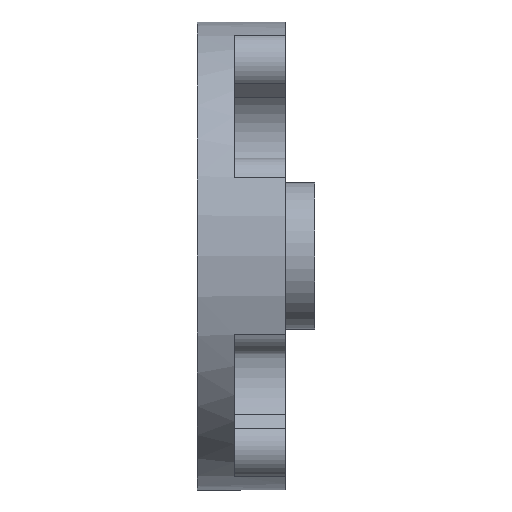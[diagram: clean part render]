
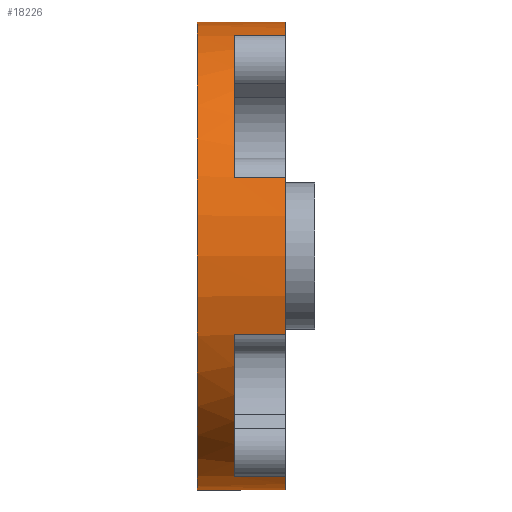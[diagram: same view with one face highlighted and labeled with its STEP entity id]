
A CAD part, left-side view. The second image highlights one B-rep face of the part: STEP entity #18226.
In plain terms, the highlighted cylindrical face has radius 15.99 mm (diameter 31.98 mm), a partial arc.
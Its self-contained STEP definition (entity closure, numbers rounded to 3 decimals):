
#471 = DIRECTION ( 'NONE',  ( 0., 0., -1. ) ) ;
#866 = DIRECTION ( 'NONE',  ( 0., 1., 0. ) ) ;
#916 = AXIS2_PLACEMENT_3D ( 'NONE', #19667, #1212, #15103 ) ;
#1091 = VERTEX_POINT ( 'NONE', #18928 ) ;
#1212 = DIRECTION ( 'NONE',  ( 0., -1., 0. ) ) ;
#1248 = VECTOR ( 'NONE', #9800, 1000. ) ;
#1311 = EDGE_CURVE ( 'NONE', #1091, #16775, #13407, .T. ) ;
#1779 = DIRECTION ( 'NONE',  ( 0., -1., 0. ) ) ;
#1993 = ORIENTED_EDGE ( 'NONE', *, *, #14187, .F. ) ;
#2393 = CYLINDRICAL_SURFACE ( 'NONE', #14622, 15.99 ) ;
#2534 = AXIS2_PLACEMENT_3D ( 'NONE', #13160, #19341, #5499 ) ;
#2639 = VERTEX_POINT ( 'NONE', #8539 ) ;
#2863 = CARTESIAN_POINT ( 'NONE',  ( 0., 2., -15.99 ) ) ;
#3985 = AXIS2_PLACEMENT_3D ( 'NONE', #4713, #9442, #6139 ) ;
#4048 = VECTOR ( 'NONE', #866, 1000. ) ;
#4513 = DIRECTION ( 'NONE',  ( 0., 0., 1. ) ) ;
#4643 = VERTEX_POINT ( 'NONE', #12691 ) ;
#4713 = CARTESIAN_POINT ( 'NONE',  ( 0., 8., 0. ) ) ;
#4745 = CARTESIAN_POINT ( 'NONE',  ( -15.063, 8., 5.365 ) ) ;
#5110 = CIRCLE ( 'NONE', #18818, 15.99 ) ;
#5204 = CARTESIAN_POINT ( 'NONE',  ( -5.365, 8., -15.063 ) ) ;
#5260 = CIRCLE ( 'NONE', #916, 15.99 ) ;
#5298 = LINE ( 'NONE', #17486, #1248 ) ;
#5345 = ORIENTED_EDGE ( 'NONE', *, *, #17004, .T. ) ;
#5350 = CARTESIAN_POINT ( 'NONE',  ( 0., 2., 15.99 ) ) ;
#5408 = DIRECTION ( 'NONE',  ( 0., 0., 1. ) ) ;
#5499 = DIRECTION ( 'NONE',  ( 0., 0., 1. ) ) ;
#5534 = ORIENTED_EDGE ( 'NONE', *, *, #1311, .T. ) ;
#5546 = ORIENTED_EDGE ( 'NONE', *, *, #7889, .T. ) ;
#6139 = DIRECTION ( 'NONE',  ( 0., 0., 1. ) ) ;
#6381 = EDGE_CURVE ( 'NONE', #2639, #8858, #7144, .T. ) ;
#6556 = CARTESIAN_POINT ( 'NONE',  ( 0., 8., 15.99 ) ) ;
#6826 = DIRECTION ( 'NONE',  ( 0., -1., 0. ) ) ;
#7144 = CIRCLE ( 'NONE', #3985, 15.99 ) ;
#7771 = VERTEX_POINT ( 'NONE', #2863 ) ;
#7889 = EDGE_CURVE ( 'NONE', #8050, #4643, #13077, .T. ) ;
#8050 = VERTEX_POINT ( 'NONE', #12784 ) ;
#8087 = ORIENTED_EDGE ( 'NONE', *, *, #12093, .F. ) ;
#8187 = LINE ( 'NONE', #5204, #4048 ) ;
#8225 = DIRECTION ( 'NONE',  ( 0., -1., 0. ) ) ;
#8348 = AXIS2_PLACEMENT_3D ( 'NONE', #15851, #9567, #11378 ) ;
#8359 = EDGE_CURVE ( 'NONE', #1091, #4643, #5110, .T. ) ;
#8429 = ORIENTED_EDGE ( 'NONE', *, *, #12511, .T. ) ;
#8521 = VECTOR ( 'NONE', #6826, 1000. ) ;
#8539 = CARTESIAN_POINT ( 'NONE',  ( 0., 8., -15.99 ) ) ;
#8679 = EDGE_CURVE ( 'NONE', #8858, #10894, #9695, .T. ) ;
#8858 = VERTEX_POINT ( 'NONE', #6556 ) ;
#9024 = DIRECTION ( 'NONE',  ( 0., -1., 0. ) ) ;
#9122 = DIRECTION ( 'NONE',  ( 0., -1., 0. ) ) ;
#9149 = FACE_OUTER_BOUND ( 'NONE', #19323, .T. ) ;
#9287 = VECTOR ( 'NONE', #9122, 1000. ) ;
#9314 = CARTESIAN_POINT ( 'NONE',  ( -5.365, 8., 15.063 ) ) ;
#9442 = DIRECTION ( 'NONE',  ( 0., 1., 0. ) ) ;
#9567 = DIRECTION ( 'NONE',  ( 0., -1., 0. ) ) ;
#9695 = LINE ( 'NONE', #19022, #8521 ) ;
#9800 = DIRECTION ( 'NONE',  ( 0., -1., 0. ) ) ;
#10085 = ORIENTED_EDGE ( 'NONE', *, *, #8679, .F. ) ;
#10159 = CARTESIAN_POINT ( 'NONE',  ( -15.063, 5.5, -5.365 ) ) ;
#10894 = VERTEX_POINT ( 'NONE', #5350 ) ;
#10988 = CARTESIAN_POINT ( 'NONE',  ( 0., 5.5, 0. ) ) ;
#11014 = DIRECTION ( 'NONE',  ( 0., 1., 0. ) ) ;
#11378 = DIRECTION ( 'NONE',  ( 0., 0., 1. ) ) ;
#11638 = CIRCLE ( 'NONE', #8348, 15.99 ) ;
#12045 = ORIENTED_EDGE ( 'NONE', *, *, #15351, .T. ) ;
#12093 = EDGE_CURVE ( 'NONE', #10894, #16775, #5260, .T. ) ;
#12108 = CARTESIAN_POINT ( 'NONE',  ( -15.063, 8., -5.365 ) ) ;
#12131 = ORIENTED_EDGE ( 'NONE', *, *, #6381, .F. ) ;
#12341 = VECTOR ( 'NONE', #9024, 1000. ) ;
#12511 = EDGE_CURVE ( 'NONE', #12526, #19356, #8187, .T. ) ;
#12526 = VERTEX_POINT ( 'NONE', #19299 ) ;
#12691 = CARTESIAN_POINT ( 'NONE',  ( -15.063, 5.5, 5.365 ) ) ;
#12784 = CARTESIAN_POINT ( 'NONE',  ( -15.063, 2., 5.365 ) ) ;
#12909 = EDGE_CURVE ( 'NONE', #14558, #19356, #16742, .T. ) ;
#13077 = LINE ( 'NONE', #4745, #15491 ) ;
#13160 = CARTESIAN_POINT ( 'NONE',  ( 0., 2., 0. ) ) ;
#13407 = LINE ( 'NONE', #9314, #9287 ) ;
#14187 = EDGE_CURVE ( 'NONE', #12526, #7771, #11638, .T. ) ;
#14282 = LINE ( 'NONE', #12108, #12341 ) ;
#14307 = CIRCLE ( 'NONE', #2534, 15.99 ) ;
#14347 = EDGE_CURVE ( 'NONE', #8050, #18540, #14307, .T. ) ;
#14558 = VERTEX_POINT ( 'NONE', #10159 ) ;
#14610 = CARTESIAN_POINT ( 'NONE',  ( 0., 5.5, 0. ) ) ;
#14622 = AXIS2_PLACEMENT_3D ( 'NONE', #17638, #8225, #471 ) ;
#14650 = CARTESIAN_POINT ( 'NONE',  ( -5.365, 2., 15.063 ) ) ;
#14669 = DIRECTION ( 'NONE',  ( 0., -1., 0. ) ) ;
#15103 = DIRECTION ( 'NONE',  ( 0., 0., 1. ) ) ;
#15351 = EDGE_CURVE ( 'NONE', #14558, #18540, #14282, .T. ) ;
#15491 = VECTOR ( 'NONE', #11014, 1000. ) ;
#15518 = ORIENTED_EDGE ( 'NONE', *, *, #14347, .F. ) ;
#15670 = ORIENTED_EDGE ( 'NONE', *, *, #8359, .F. ) ;
#15851 = CARTESIAN_POINT ( 'NONE',  ( 0., 2., 0. ) ) ;
#16742 = CIRCLE ( 'NONE', #18022, 15.99 ) ;
#16775 = VERTEX_POINT ( 'NONE', #14650 ) ;
#17004 = EDGE_CURVE ( 'NONE', #2639, #7771, #5298, .T. ) ;
#17332 = ORIENTED_EDGE ( 'NONE', *, *, #12909, .F. ) ;
#17486 = CARTESIAN_POINT ( 'NONE',  ( 0., 8., -15.99 ) ) ;
#17638 = CARTESIAN_POINT ( 'NONE',  ( 0., 8., 0. ) ) ;
#18022 = AXIS2_PLACEMENT_3D ( 'NONE', #10988, #1779, #4513 ) ;
#18226 = ADVANCED_FACE ( 'NONE', ( #9149 ), #2393, .T. ) ;
#18540 = VERTEX_POINT ( 'NONE', #19587 ) ;
#18818 = AXIS2_PLACEMENT_3D ( 'NONE', #14610, #14669, #5408 ) ;
#18928 = CARTESIAN_POINT ( 'NONE',  ( -5.365, 5.5, 15.063 ) ) ;
#19022 = CARTESIAN_POINT ( 'NONE',  ( 0., 8., 15.99 ) ) ;
#19299 = CARTESIAN_POINT ( 'NONE',  ( -5.365, 2., -15.063 ) ) ;
#19323 = EDGE_LOOP ( 'NONE', ( #10085, #12131, #5345, #1993, #8429, #17332, #12045, #15518, #5546, #15670, #5534, #8087 ) ) ;
#19341 = DIRECTION ( 'NONE',  ( 0., -1., 0. ) ) ;
#19356 = VERTEX_POINT ( 'NONE', #19434 ) ;
#19434 = CARTESIAN_POINT ( 'NONE',  ( -5.365, 5.5, -15.063 ) ) ;
#19587 = CARTESIAN_POINT ( 'NONE',  ( -15.063, 2., -5.365 ) ) ;
#19667 = CARTESIAN_POINT ( 'NONE',  ( 0., 2., 0. ) ) ;
